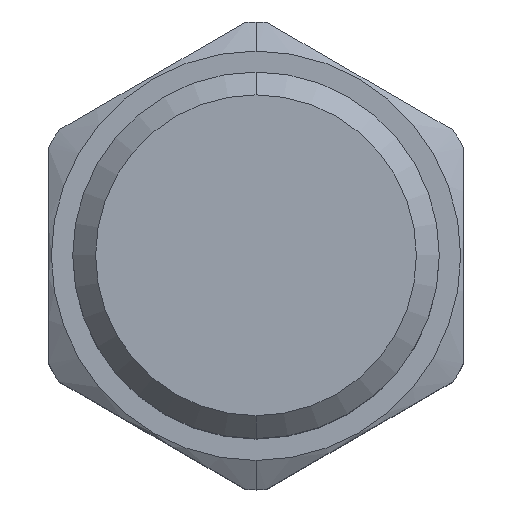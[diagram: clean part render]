
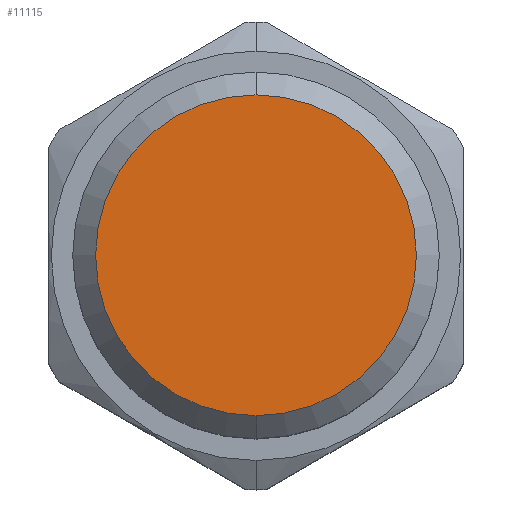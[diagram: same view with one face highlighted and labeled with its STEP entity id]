
A CAD part, top view. The second image highlights one B-rep face of the part: STEP entity #11115.
In plain terms, the highlighted planar face has unit normal (0, 0, 1).
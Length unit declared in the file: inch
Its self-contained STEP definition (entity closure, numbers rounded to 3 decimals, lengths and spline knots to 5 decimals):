
#5057=CARTESIAN_POINT('',(0.,0.,5.2495));
#5058=DIRECTION('',(0.,0.,1.));
#5059=DIRECTION('',(0.,-1.,0.));
#5060=AXIS2_PLACEMENT_3D('',#5057,#5058,#5059);
#5075=CARTESIAN_POINT('',(0.,0.,5.2495));
#5076=DIRECTION('',(0.,0.,1.));
#5077=DIRECTION('',(0.,1.,0.));
#5078=AXIS2_PLACEMENT_3D('',#5075,#5076,#5077);
#5709=CARTESIAN_POINT('',(0.,0.435,5.2495));
#5710=CARTESIAN_POINT('',(0.,-0.435,5.2495));
#5711=VERTEX_POINT('',#5709);
#5712=VERTEX_POINT('',#5710);
#11105=CARTESIAN_POINT('',(0.,0.,5.2495));
#11106=DIRECTION('',(0.,0.,1.));
#11107=DIRECTION('',(0.,1.,0.));
#11108=AXIS2_PLACEMENT_3D('',#11105,#11106,#11107);
#11109=PLANE('',#11108);
#11110=ORIENTED_EDGE('',*,*,#11095,.F.);
#11112=ORIENTED_EDGE('',*,*,#11111,.F.);
#11113=EDGE_LOOP('',(#11110,#11112));
#11114=FACE_OUTER_BOUND('',#11113,.F.);
#11115=ADVANCED_FACE('',(#11114),#11109,.T.);
#5061=CIRCLE('',#5060,0.435);
#5079=CIRCLE('',#5078,0.435);
#11095=EDGE_CURVE('',#5712,#5711,#5061,.T.);
#11111=EDGE_CURVE('',#5711,#5712,#5079,.T.);
